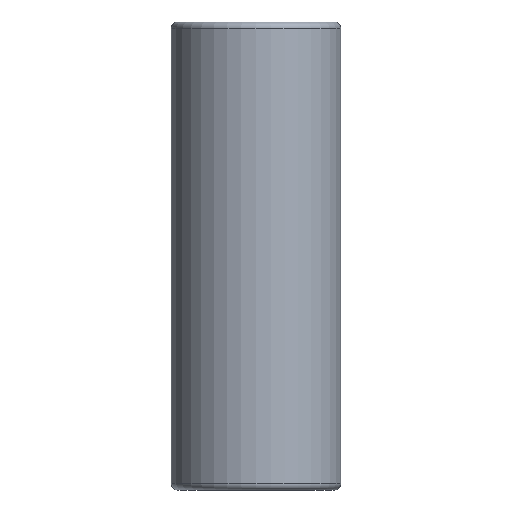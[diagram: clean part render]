
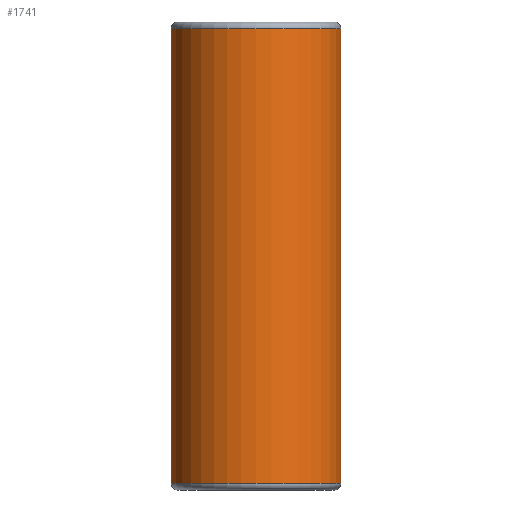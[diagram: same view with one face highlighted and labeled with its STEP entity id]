
A CAD part, front view. The second image highlights one B-rep face of the part: STEP entity #1741.
In plain terms, the highlighted cylindrical face has radius 19.5 mm (diameter 39 mm), a partial arc.
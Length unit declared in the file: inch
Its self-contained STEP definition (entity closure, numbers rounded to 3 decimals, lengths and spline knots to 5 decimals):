
#82 = CARTESIAN_POINT ( 'NONE',  ( -0.76772, 0., -2.05709 ) ) ;
#363 = CARTESIAN_POINT ( 'NONE',  ( -0.76772, 0., 2.11614 ) ) ;
#405 = CARTESIAN_POINT ( 'NONE',  ( -0.76772, 0., 2.11614 ) ) ;
#488 = EDGE_CURVE ( 'NONE', #2356, #3943, #1579, .T. ) ;
#549 = DIRECTION ( 'NONE',  ( 0., 0., -1. ) ) ;
#583 = ORIENTED_EDGE ( 'NONE', *, *, #1258, .T. ) ;
#831 = VECTOR ( 'NONE', #3412, 39.37008 ) ;
#947 = CARTESIAN_POINT ( 'NONE',  ( -0.76772, 0., 2.05709 ) ) ;
#956 = VECTOR ( 'NONE', #4133, 39.37008 ) ;
#1104 = ORIENTED_EDGE ( 'NONE', *, *, #4164, .F. ) ;
#1125 = CYLINDRICAL_SURFACE ( 'NONE', #3327, 0.76772 ) ;
#1133 = AXIS2_PLACEMENT_3D ( 'NONE', #2562, #549, #2894 ) ;
#1184 = CARTESIAN_POINT ( 'NONE',  ( 0., 0., -2.05709 ) ) ;
#1258 = EDGE_CURVE ( 'NONE', #2263, #3692, #2509, .T. ) ;
#1313 = EDGE_CURVE ( 'NONE', #3943, #2263, #3289, .T. ) ;
#1528 = DIRECTION ( 'NONE',  ( 1., 0., 0. ) ) ;
#1579 = CIRCLE ( 'NONE', #1133, 0.76772 ) ;
#1698 = VERTEX_POINT ( 'NONE', #2130 ) ;
#1741 = ADVANCED_FACE ( 'NONE', ( #2125 ), #1125, .T. ) ;
#1805 = ORIENTED_EDGE ( 'NONE', *, *, #1313, .T. ) ;
#1816 = CARTESIAN_POINT ( 'NONE',  ( 0.76772, 0., 2.11614 ) ) ;
#1896 = ORIENTED_EDGE ( 'NONE', *, *, #4226, .F. ) ;
#2125 = FACE_OUTER_BOUND ( 'NONE', #3139, .T. ) ;
#2130 = CARTESIAN_POINT ( 'NONE',  ( 0.76772, 0., -2.05709 ) ) ;
#2263 = VERTEX_POINT ( 'NONE', #4270 ) ;
#2356 = VERTEX_POINT ( 'NONE', #3654 ) ;
#2509 = LINE ( 'NONE', #363, #4167 ) ;
#2562 = CARTESIAN_POINT ( 'NONE',  ( 0., 0., 2.05709 ) ) ;
#2640 = LINE ( 'NONE', #1816, #956 ) ;
#2894 = DIRECTION ( 'NONE',  ( 1., 0., 0. ) ) ;
#2909 = DIRECTION ( 'NONE',  ( 0., 0., -1. ) ) ;
#2994 = LINE ( 'NONE', #3178, #3774 ) ;
#3073 = VERTEX_POINT ( 'NONE', #4028 ) ;
#3139 = EDGE_LOOP ( 'NONE', ( #1896, #4252, #1805, #583, #3740, #1104 ) ) ;
#3178 = CARTESIAN_POINT ( 'NONE',  ( 0.76772, 0., 2.11614 ) ) ;
#3225 = DIRECTION ( 'NONE',  ( -1., 0., 0. ) ) ;
#3289 = LINE ( 'NONE', #405, #831 ) ;
#3309 = CIRCLE ( 'NONE', #4277, 0.76772 ) ;
#3327 = AXIS2_PLACEMENT_3D ( 'NONE', #3573, #2909, #3225 ) ;
#3387 = EDGE_CURVE ( 'NONE', #3692, #1698, #3309, .T. ) ;
#3412 = DIRECTION ( 'NONE',  ( 0., 0., -1. ) ) ;
#3535 = DIRECTION ( 'NONE',  ( 0., 0., -1. ) ) ;
#3545 = DIRECTION ( 'NONE',  ( 0., 0., 1. ) ) ;
#3573 = CARTESIAN_POINT ( 'NONE',  ( 0., 0., 2.11614 ) ) ;
#3654 = CARTESIAN_POINT ( 'NONE',  ( 0.76772, 0., 2.05709 ) ) ;
#3692 = VERTEX_POINT ( 'NONE', #82 ) ;
#3712 = DIRECTION ( 'NONE',  ( 0., 0., -1. ) ) ;
#3740 = ORIENTED_EDGE ( 'NONE', *, *, #3387, .T. ) ;
#3774 = VECTOR ( 'NONE', #3535, 39.37008 ) ;
#3943 = VERTEX_POINT ( 'NONE', #947 ) ;
#4028 = CARTESIAN_POINT ( 'NONE',  ( 0.76772, 0., -0.62008 ) ) ;
#4133 = DIRECTION ( 'NONE',  ( 0., 0., -1. ) ) ;
#4164 = EDGE_CURVE ( 'NONE', #3073, #1698, #2640, .T. ) ;
#4167 = VECTOR ( 'NONE', #3712, 39.37008 ) ;
#4226 = EDGE_CURVE ( 'NONE', #2356, #3073, #2994, .T. ) ;
#4252 = ORIENTED_EDGE ( 'NONE', *, *, #488, .T. ) ;
#4270 = CARTESIAN_POINT ( 'NONE',  ( -0.76772, 0., -0.62008 ) ) ;
#4277 = AXIS2_PLACEMENT_3D ( 'NONE', #1184, #3545, #1528 ) ;
